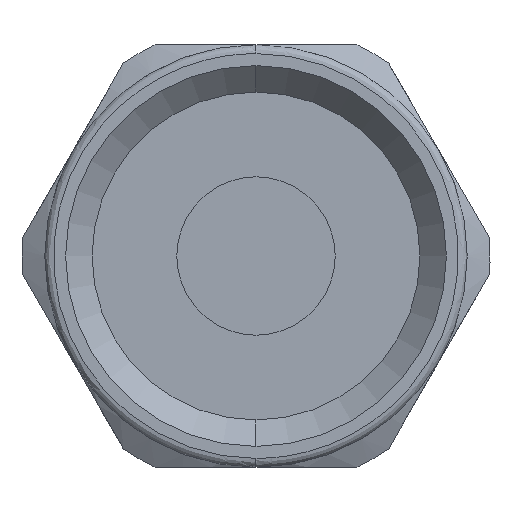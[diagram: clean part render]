
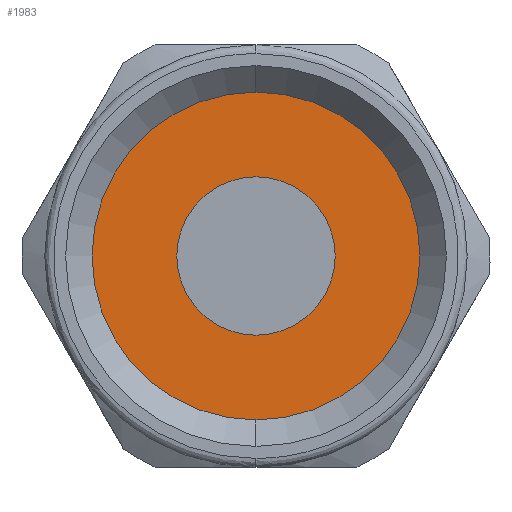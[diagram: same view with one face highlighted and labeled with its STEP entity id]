
A CAD part, front view. The second image highlights one B-rep face of the part: STEP entity #1983.
In plain terms, the highlighted planar face has unit normal (0, -1, 0).
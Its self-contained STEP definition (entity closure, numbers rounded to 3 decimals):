
#100 = VERTEX_POINT ( 'NONE', #2838 ) ;
#201 = CIRCLE ( 'NONE', #2514, 4.5 ) ;
#221 = CARTESIAN_POINT ( 'NONE',  ( 9.316, 15., 0. ) ) ;
#269 = CARTESIAN_POINT ( 'NONE',  ( 0., 15., 0. ) ) ;
#496 = EDGE_CURVE ( 'NONE', #522, #100, #1617, .T. ) ;
#522 = VERTEX_POINT ( 'NONE', #221 ) ;
#570 = ORIENTED_EDGE ( 'NONE', *, *, #917, .F. ) ;
#655 = PLANE ( 'NONE',  #2566 ) ;
#674 = DIRECTION ( 'NONE',  ( 0., -1., 0. ) ) ;
#696 = FACE_OUTER_BOUND ( 'NONE', #2071, .T. ) ;
#736 = DIRECTION ( 'NONE',  ( 0., 0., -1. ) ) ;
#797 = VERTEX_POINT ( 'NONE', #883 ) ;
#883 = CARTESIAN_POINT ( 'NONE',  ( 0., 15., -4.5 ) ) ;
#917 = EDGE_CURVE ( 'NONE', #1377, #797, #2218, .T. ) ;
#957 = CARTESIAN_POINT ( 'NONE',  ( 0., 15., 0. ) ) ;
#1037 = AXIS2_PLACEMENT_3D ( 'NONE', #957, #1944, #3135 ) ;
#1157 = EDGE_CURVE ( 'NONE', #100, #522, #2536, .T. ) ;
#1377 = VERTEX_POINT ( 'NONE', #1799 ) ;
#1398 = DIRECTION ( 'NONE',  ( 0., 0., 1. ) ) ;
#1431 = FACE_BOUND ( 'NONE', #1759, .T. ) ;
#1442 = ORIENTED_EDGE ( 'NONE', *, *, #1157, .F. ) ;
#1617 = CIRCLE ( 'NONE', #1037, 9.316 ) ;
#1759 = EDGE_LOOP ( 'NONE', ( #2040, #570 ) ) ;
#1781 = DIRECTION ( 'NONE',  ( 1., 0., 0. ) ) ;
#1799 = CARTESIAN_POINT ( 'NONE',  ( 0., 15., 4.5 ) ) ;
#1944 = DIRECTION ( 'NONE',  ( 0., 1., 0. ) ) ;
#1983 = ADVANCED_FACE ( 'NONE', ( #1431, #696 ), #655, .F. ) ;
#2040 = ORIENTED_EDGE ( 'NONE', *, *, #2752, .F. ) ;
#2071 = EDGE_LOOP ( 'NONE', ( #2402, #1442 ) ) ;
#2188 = CARTESIAN_POINT ( 'NONE',  ( 0., 15., 0. ) ) ;
#2218 = CIRCLE ( 'NONE', #2583, 4.5 ) ;
#2250 = DIRECTION ( 'NONE',  ( 0., 1., 0. ) ) ;
#2369 = DIRECTION ( 'NONE',  ( 0., 1., 0. ) ) ;
#2379 = CARTESIAN_POINT ( 'NONE',  ( -9.427, 15., -9.427 ) ) ;
#2402 = ORIENTED_EDGE ( 'NONE', *, *, #496, .F. ) ;
#2449 = DIRECTION ( 'NONE',  ( 0., -1., 0. ) ) ;
#2514 = AXIS2_PLACEMENT_3D ( 'NONE', #2188, #2449, #736 ) ;
#2536 = CIRCLE ( 'NONE', #2952, 9.316 ) ;
#2566 = AXIS2_PLACEMENT_3D ( 'NONE', #2379, #2369, #1398 ) ;
#2583 = AXIS2_PLACEMENT_3D ( 'NONE', #3086, #674, #2628 ) ;
#2628 = DIRECTION ( 'NONE',  ( 0., 0., -1. ) ) ;
#2752 = EDGE_CURVE ( 'NONE', #797, #1377, #201, .T. ) ;
#2838 = CARTESIAN_POINT ( 'NONE',  ( -9.316, 15., 0. ) ) ;
#2952 = AXIS2_PLACEMENT_3D ( 'NONE', #269, #2250, #1781 ) ;
#3086 = CARTESIAN_POINT ( 'NONE',  ( 0., 15., 0. ) ) ;
#3135 = DIRECTION ( 'NONE',  ( 1., 0., 0. ) ) ;
